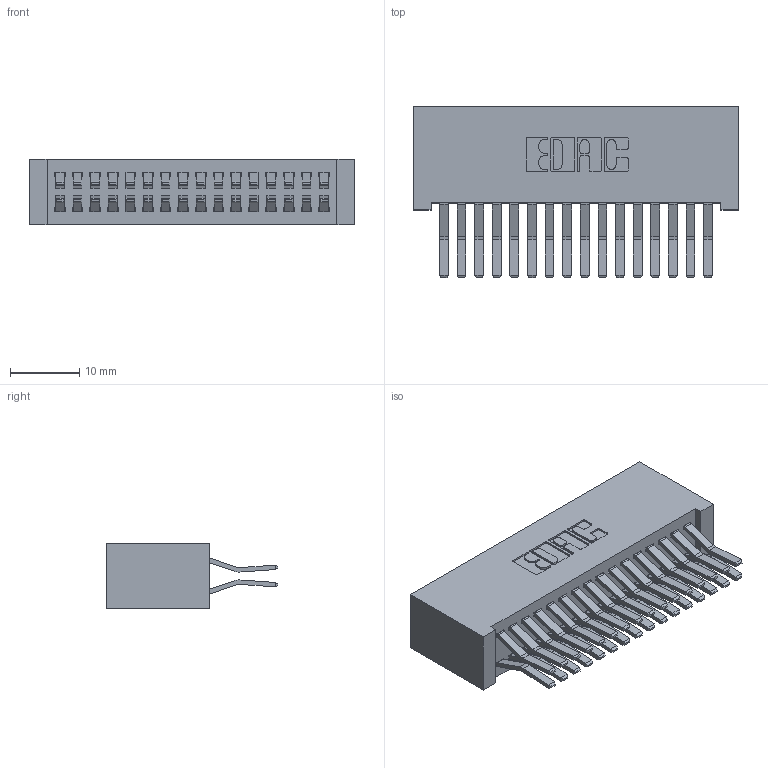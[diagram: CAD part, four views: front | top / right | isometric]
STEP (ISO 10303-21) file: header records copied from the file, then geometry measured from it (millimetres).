
FILE_DESCRIPTION (( 'STEP AP203' ), '1' );
FILE_NAME ('342-032-560-201.STEP', '2018-08-11T17:29:11', ( '' ), ( '' ), 'SwSTEP 2.0', 'SolidWorks 2016', '' );
FILE_SCHEMA (( 'CONFIG_CONTROL_DESIGN' ));
Length unit declared in the file: inch
Products named in the file (3): 345-292-001_560 Tail; 342-032-560-201; 342 Part_Lugless
Assembly tree (33 placements, depth 2):
  342-032-560-201
    342 Part_Lugless
    345-292-001_560 Tail  x32
Bounding box: 46.89 x 24.78 x 9.4 mm (x, y, z)
Volume: 4739.4 mm3; surface area: 8024 mm2
Topology: 33 solids, 33 shells, 1830 faces, 5427 edges, 3574 vertices
Faces by surface type: plane 1214, cylinder 616
Entity records: 13335 total; most frequent: CARTESIAN_POINT 2238, ORIENTED_EDGE 2174, DIRECTION 1955, EDGE_CURVE 1087, LINE 963, VECTOR 963, VERTEX_POINT 722, AXIS2_PLACEMENT_3D 496
